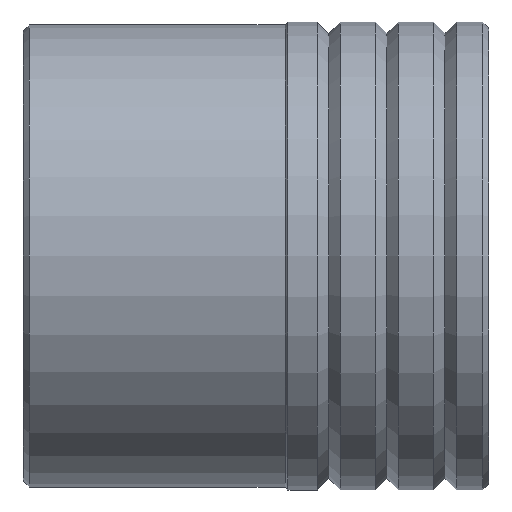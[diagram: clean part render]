
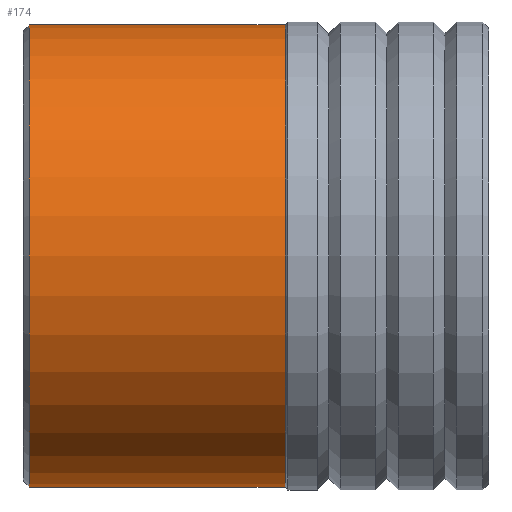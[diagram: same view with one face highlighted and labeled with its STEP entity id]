
A CAD part, left-side view. The second image highlights one B-rep face of the part: STEP entity #174.
In plain terms, the highlighted cylindrical face has radius 7.95 mm (diameter 15.9 mm), a partial arc.
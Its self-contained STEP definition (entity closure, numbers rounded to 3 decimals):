
#94 = ORIENTED_EDGE ( 'NONE', *, *, #1215, .F. ) ;
#97 = EDGE_LOOP ( 'NONE', ( #94, #170, #175, #216 ) ) ;
#166 = EDGE_CURVE ( 'NONE', #1233, #1246, #573, .T. ) ;
#170 = ORIENTED_EDGE ( 'NONE', *, *, #166, .T. ) ;
#174 = ADVANCED_FACE ( 'NONE', ( #513 ), #521, .T. ) ;
#175 = ORIENTED_EDGE ( 'NONE', *, *, #1235, .T. ) ;
#177 = EDGE_CURVE ( 'NONE', #1245, #1236, #525, .T. ) ;
#216 = ORIENTED_EDGE ( 'NONE', *, *, #177, .F. ) ;
#340 = CARTESIAN_POINT ( 'NONE',  ( 0., 15.801, 7.95 ) ) ;
#509 = DIRECTION ( 'NONE',  ( 0., 1., 0. ) ) ;
#513 = FACE_OUTER_BOUND ( 'NONE', #97, .T. ) ;
#514 = AXIS2_PLACEMENT_3D ( 'NONE', #563, #509, #560 ) ;
#517 = DIRECTION ( 'NONE',  ( 0., 0., 1. ) ) ;
#518 = AXIS2_PLACEMENT_3D ( 'NONE', #523, #575, #517 ) ;
#521 = CYLINDRICAL_SURFACE ( 'NONE', #514, 7.95 ) ;
#523 = CARTESIAN_POINT ( 'NONE',  ( 0., 7., 0. ) ) ;
#525 = CIRCLE ( 'NONE', #562, 7.95 ) ;
#556 = DIRECTION ( 'NONE',  ( 0., 0., 1. ) ) ;
#557 = DIRECTION ( 'NONE',  ( 0., 1., 0. ) ) ;
#558 = CARTESIAN_POINT ( 'NONE',  ( 0., 15.801, 0. ) ) ;
#560 = DIRECTION ( 'NONE',  ( 0., 0., 1. ) ) ;
#562 = AXIS2_PLACEMENT_3D ( 'NONE', #558, #557, #556 ) ;
#563 = CARTESIAN_POINT ( 'NONE',  ( 0., 34.529, 0. ) ) ;
#573 = CIRCLE ( 'NONE', #518, 7.95 ) ;
#575 = DIRECTION ( 'NONE',  ( 0., 1., 0. ) ) ;
#701 = DIRECTION ( 'NONE',  ( 0., 1., 0. ) ) ;
#702 = VECTOR ( 'NONE', #701, 1000. ) ;
#703 = CARTESIAN_POINT ( 'NONE',  ( 0., 34.529, -7.95 ) ) ;
#715 = LINE ( 'NONE', #703, #702 ) ;
#722 = DIRECTION ( 'NONE',  ( 0., 1., 0. ) ) ;
#723 = VECTOR ( 'NONE', #722, 1000. ) ;
#724 = CARTESIAN_POINT ( 'NONE',  ( 0., 34.529, 7.95 ) ) ;
#731 = LINE ( 'NONE', #724, #723 ) ;
#732 = CARTESIAN_POINT ( 'NONE',  ( 0., 7., -7.95 ) ) ;
#797 = CARTESIAN_POINT ( 'NONE',  ( 0., 7., 7.95 ) ) ;
#799 = CARTESIAN_POINT ( 'NONE',  ( 0., 15.801, -7.95 ) ) ;
#1215 = EDGE_CURVE ( 'NONE', #1233, #1245, #715, .T. ) ;
#1233 = VERTEX_POINT ( 'NONE', #732 ) ;
#1235 = EDGE_CURVE ( 'NONE', #1246, #1236, #731, .T. ) ;
#1236 = VERTEX_POINT ( 'NONE', #340 ) ;
#1245 = VERTEX_POINT ( 'NONE', #799 ) ;
#1246 = VERTEX_POINT ( 'NONE', #797 ) ;
